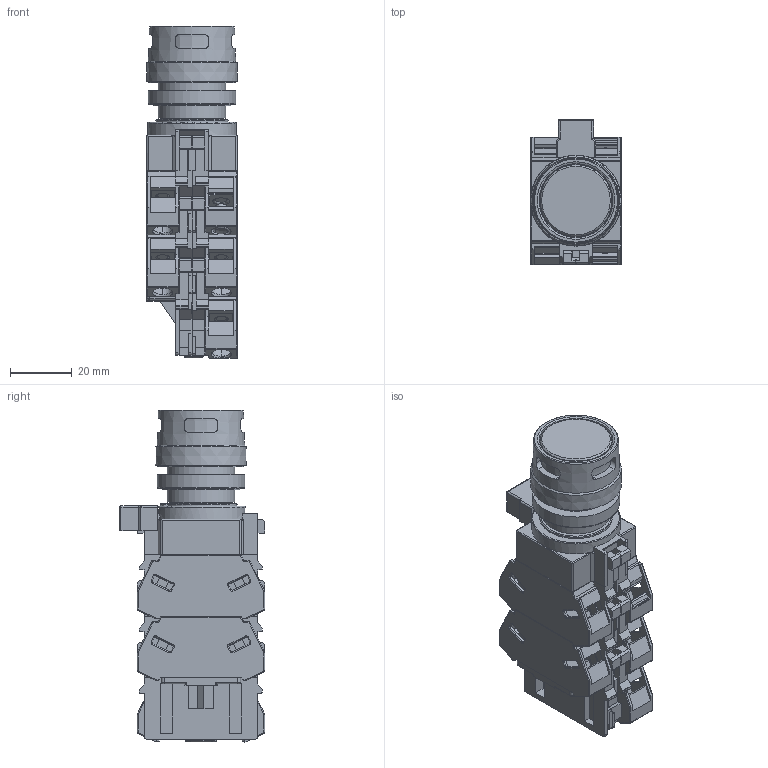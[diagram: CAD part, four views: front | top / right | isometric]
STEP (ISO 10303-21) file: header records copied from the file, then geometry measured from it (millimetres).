
FILE_DESCRIPTION (( 'STEP AP214' ), '1' );
FILE_NAME ('HW1L-[M][A]F2xxQ#$_rev0.1.STEP', '2021-09-29T00:32:26', ( '' ), ( '' ), 'SwSTEP 2.0', 'SolidWorks 2019', '' );
FILE_SCHEMA (( 'AUTOMOTIVE_DESIGN' ));
Length unit declared in the file: millimetre
Products named in the file (8): HW-LOCK-NUT; HW-CBL_LSRD-#; HW1L-[M][A]F2xxQ#$_rev0.1; HW-DB; HW-Uxx(R); HW9Z-LS; HW-GA1N; HW1L-[M][A]F2_BODY
Assembly tree (10 placements, depth 2):
  HW1L-[M][A]F2xxQ#$_rev0.1
    HW1L-[M][A]F2_BODY
    HW-LOCK-NUT
    HW-CBL_LSRD-#
    HW9Z-LS
    HW-Uxx(R)  x4
    HW-GA1N
    HW-DB
Bounding box: 29.6 x 47.2 x 107.9 mm (x, y, z)
Volume: 89167.1 mm3; surface area: 40648.8 mm2
Topology: 12 solids, 12 shells, 1727 faces, 4712 edges, 3026 vertices
Faces by surface type: plane 1083, cylinder 439, bspline 164, cone 27, torus 10, sphere 4
Full cylindrical faces by diameter (mm): 1.65 x2, 3.5 x10, 3.8 x1, 6.2 x2, 6.5 x2, 9.6 x1, 9.8 x1, 10.2 x1, 10.3 x1, 20.4 x1, 22 x2, 25.2 x1, 26.8 x1, 28 x1, 28.4 x1, 28.8 x1
Entity records: 32335 total; most frequent: CARTESIAN_POINT 8668, ORIENTED_EDGE 5052, DIRECTION 4482, EDGE_CURVE 2526, VECTOR 1798, LINE 1798, VERTEX_POINT 1663, AXIS2_PLACEMENT_3D 1342
